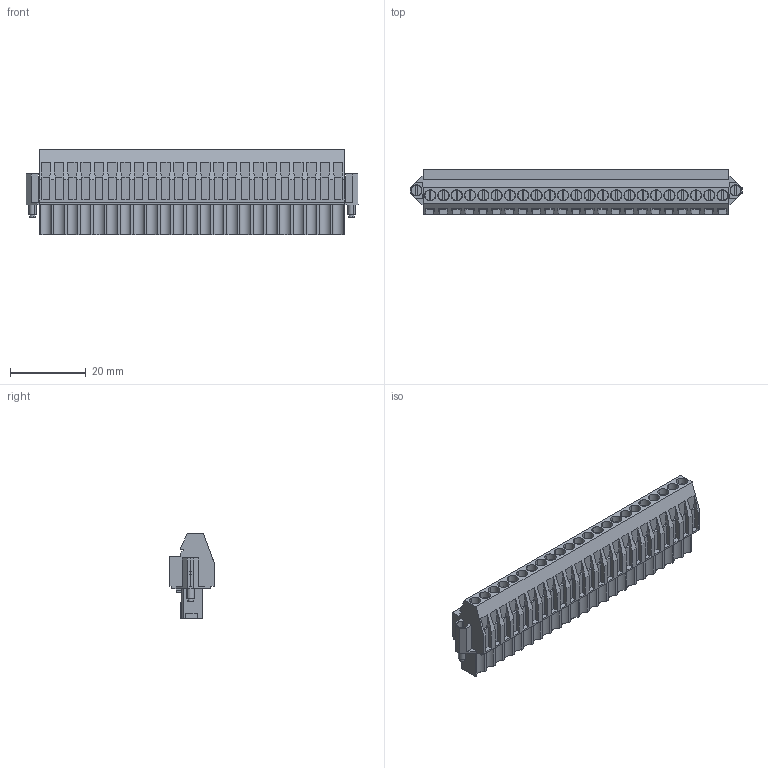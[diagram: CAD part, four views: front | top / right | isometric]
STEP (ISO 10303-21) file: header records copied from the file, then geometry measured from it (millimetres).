
FILE_DESCRIPTION(('CATIA V5 STEP Exchange','CAx-IF Rec.Pracs.--- Model Styling and Organization---1.2---2011-12-15'),'2;1');
FILE_NAME ('D1454065_0_1639220000_1639220000.stp','2017-04-18T10:24:51+00:00',('none'),('Weidmueller'),'CATIA Version 5-6 Release 2014','CATIA V5 STEP AP214','none');
FILE_SCHEMA(('AUTOMOTIVE_DESIGN { 1 0 10303 214 1 1 1 1 }'));
Length unit declared in the file: millimetre
Products named in the file (1): 1639220000
Bounding box: 87.44 x 11.83 x 22.6 mm (x, y, z)
Volume: 12526.3 mm3; surface area: 9669.3 mm2
Topology: 26 solids, 26 shells, 1374 faces, 3785 edges, 2560 vertices
Faces by surface type: plane 1169, cylinder 205
Entity records: 40519 total; most frequent: ORIENTED_EDGE 7570, CARTESIAN_POINT 7527, DIRECTION 5429, EDGE_CURVE 3785, VECTOR 3137, LINE 3137, VERTEX_POINT 2560, EDGE_LOOP 1475
